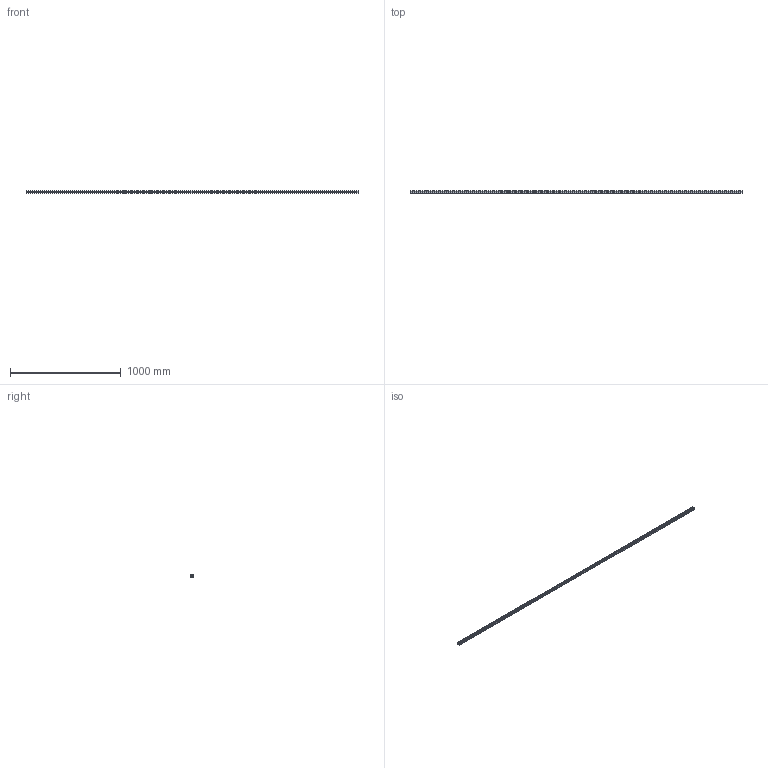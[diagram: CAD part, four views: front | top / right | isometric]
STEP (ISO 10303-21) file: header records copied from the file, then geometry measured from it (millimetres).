
FILE_DESCRIPTION(/* description */ ('STEP AP214'),/* implementation_level */ '2;1');
FILE_NAME(/* name */ 'HSR25-3000L(GK) RAIL(30)',/* time_stamp */ '2023-02-06T12:51:02+01:00',/* author */ ('License CC BY-ND 4.0'),/* organization */ ('CADENAS'),/* preprocessor_version */ 'ST-DEVELOPER v18.102',/* originating_system */ 'PARTsolutions',/* authorisation */ ' ');
FILE_SCHEMA (('AUTOMOTIVE_DESIGN {1 0 10303 214 3 1 1}'));
Length unit declared in the file: millimetre
Products named in the file (1): HSR25-3000L(GK) RAIL(30)
Bounding box: 3000 x 22 x 23 mm (x, y, z)
Volume: 1236755.2 mm3; surface area: 302412.2 mm2
Topology: 1 solids, 1 shells, 330 faces, 984 edges, 656 vertices
Faces by surface type: plane 226, cylinder 104
Full cylindrical faces by diameter (mm): 7 x50, 11 x50
Entity records: 10686 total; most frequent: DIRECTION 2054, CARTESIAN_POINT 1771, ORIENTED_EDGE 1668, AXIS2_PLACEMENT_3D 889, EDGE_CURVE 834, VERTEX_POINT 606, EDGE_LOOP 530, FACE_BOUND 530
